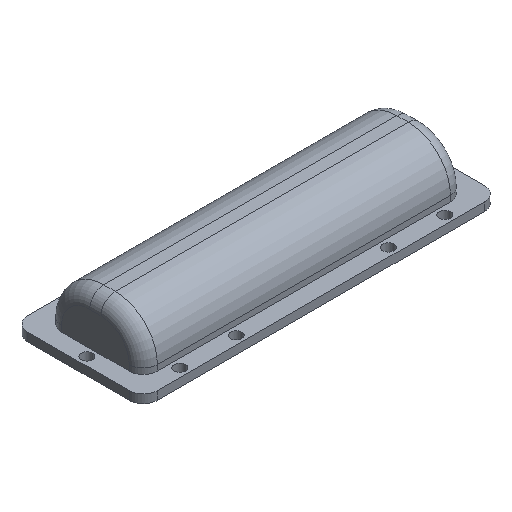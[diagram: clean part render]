
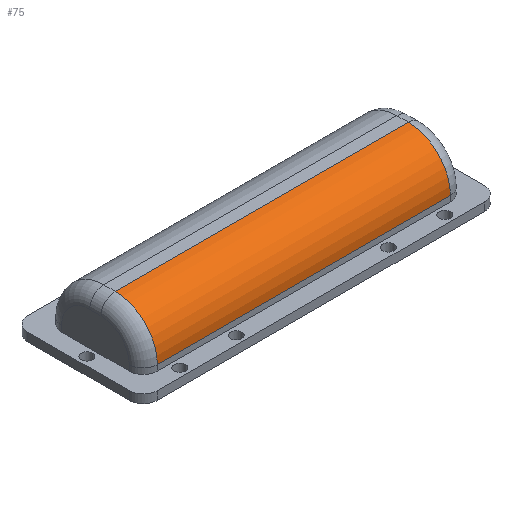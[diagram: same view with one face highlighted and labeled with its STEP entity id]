
A CAD part, isometric view. The second image highlights one B-rep face of the part: STEP entity #75.
In plain terms, the highlighted cylindrical face has radius 15 mm (diameter 30 mm), a partial arc.
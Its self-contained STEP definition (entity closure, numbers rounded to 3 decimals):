
#75=ADVANCED_FACE('',(#349),#351,.T.);
#349=FACE_BOUND('',#350,.T.);
#350=EDGE_LOOP('',(#632,#633,#634,#635));
#351=CYLINDRICAL_SURFACE('',#352,15.);
#352=AXIS2_PLACEMENT_3D('',#353,#354,#355);
#353=CARTESIAN_POINT('',(117.,-2.,5.));
#354=DIRECTION('',(-1.,0.,0.));
#355=DIRECTION('',(0.,-1.,0.));
#632=ORIENTED_EDGE('',*,*,#812,.T.);
#633=ORIENTED_EDGE('',*,*,#751,.T.);
#634=ORIENTED_EDGE('',*,*,#813,.T.);
#635=ORIENTED_EDGE('',*,*,#743,.F.);
#743=EDGE_CURVE('',#879,#881,#882,.F.);
#751=EDGE_CURVE('',#891,#893,#895,.F.);
#812=EDGE_CURVE('',#879,#891,#998,.F.);
#813=EDGE_CURVE('',#893,#881,#999,.F.);
#879=VERTEX_POINT('',#1135);
#881=VERTEX_POINT('',#1139);
#882=LINE('',#1140,#1141);
#891=VERTEX_POINT('',#1161);
#893=VERTEX_POINT('',#1165);
#895=LINE('',#1169,#1170);
#998=CIRCLE('',#1422,15.);
#999=CIRCLE('',#1426,15.);
#1135=CARTESIAN_POINT('',(-52.,-2.,20.));
#1139=CARTESIAN_POINT('',(52.,-2.,20.));
#1140=CARTESIAN_POINT('',(52.,-2.,20.));
#1141=VECTOR('',#1142,1.);
#1142=DIRECTION('',(-1.,0.,0.));
#1161=CARTESIAN_POINT('',(-52.,-17.,5.));
#1165=CARTESIAN_POINT('',(52.,-17.,5.));
#1169=CARTESIAN_POINT('',(52.,-17.,5.));
#1170=VECTOR('',#1171,1.);
#1171=DIRECTION('',(-1.,0.,0.));
#1422=AXIS2_PLACEMENT_3D('',#1423,#1424,#1425);
#1423=CARTESIAN_POINT('',(-52.,-2.,5.));
#1424=DIRECTION('',(-1.,0.,0.));
#1425=DIRECTION('',(0.,-1.,0.));
#1426=AXIS2_PLACEMENT_3D('',#1427,#1428,#1429);
#1427=CARTESIAN_POINT('',(52.,-2.,5.));
#1428=DIRECTION('',(1.,0.,0.));
#1429=DIRECTION('',(0.,0.,1.));
